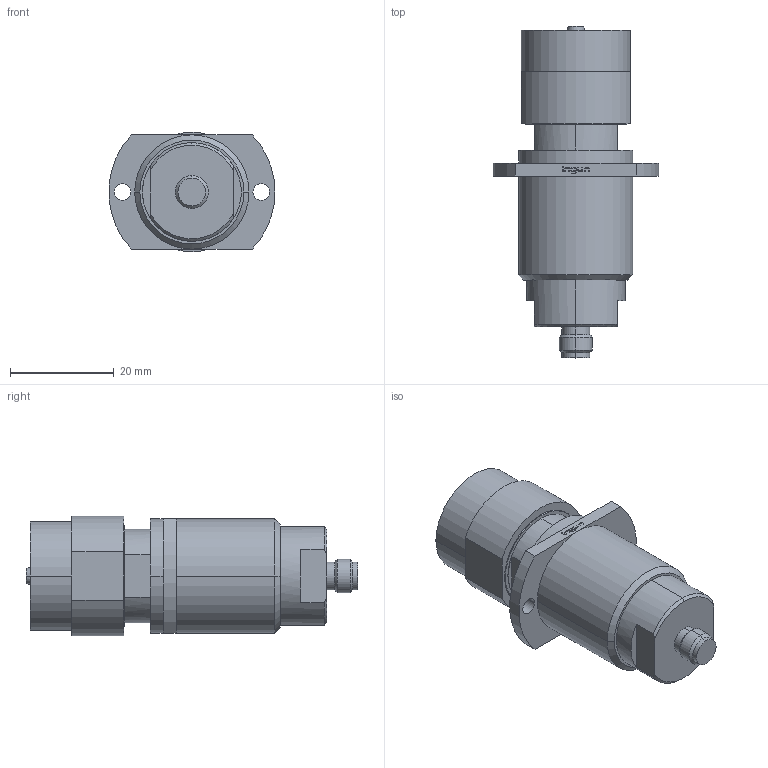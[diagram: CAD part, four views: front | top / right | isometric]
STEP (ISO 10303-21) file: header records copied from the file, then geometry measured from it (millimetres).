
FILE_DESCRIPTION (( 'STEP AP203' ), '1' );
FILE_NAME ('INGUN_HFS-864_342_700_A_xxx43_F716.STEP', '2021-10-19T09:15:12', ( 'ochi' ), ( '' ), 'SwSTEP 2.0', 'SolidWorks 2018', '' );
FILE_SCHEMA (( 'CONFIG_CONTROL_DESIGN' ));
Length unit declared in the file: millimetre
Products named in the file (1): INGUN_HFS-864_342_700_A_xxx43_F716
Bounding box: 31.94 x 63.9 x 23 mm (x, y, z)
Volume: 18169.7 mm3; surface area: 6507.7 mm2
Topology: 1 solids, 1 shells, 214 faces, 501 edges, 313 vertices
Faces by surface type: plane 84, cylinder 73, cone 29, bspline 22, torus 6
Entity records: 6467 total; most frequent: CARTESIAN_POINT 1575, ORIENTED_EDGE 1002, DIRECTION 976, EDGE_CURVE 501, AXIS2_PLACEMENT_3D 370, VERTEX_POINT 313, EDGE_LOOP 242, VECTOR 236
